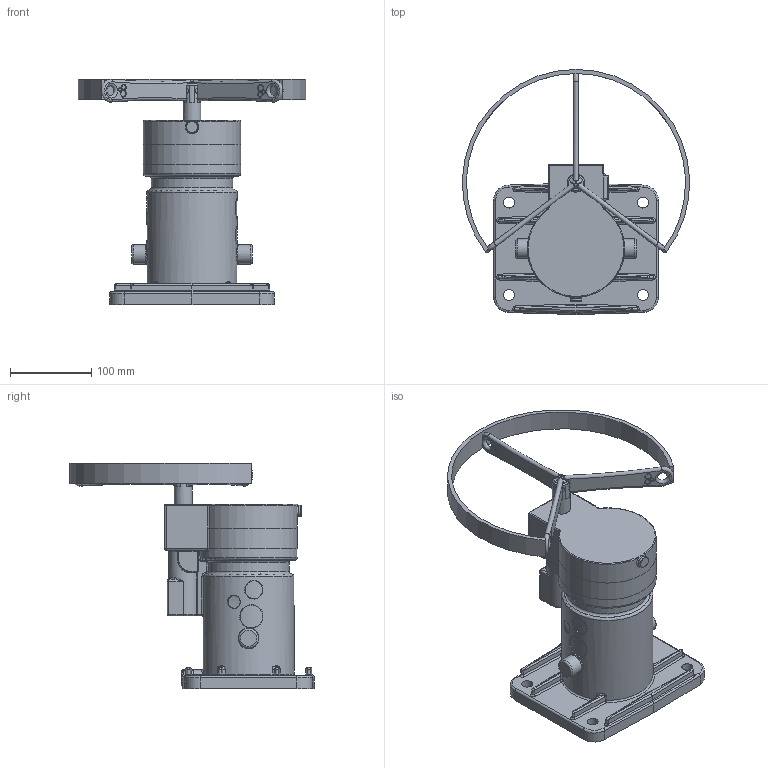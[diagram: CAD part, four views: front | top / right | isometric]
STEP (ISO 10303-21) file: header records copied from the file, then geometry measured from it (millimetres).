
FILE_DESCRIPTION(/* description */ (''),/* implementation_level */ '2;1');
FILE_NAME(/* name */ 'RS1424_SLD HS with Swing Ring.stp',/* time_stamp */ '2023-03-05T09:04:55+10:00',/* author */ ('a.tao491'),/* organization */ (''),/* preprocessor_version */ 'ST-DEVELOPER v16.5',/* originating_system */ 'Autodesk Inventor 2017',/* authorisation */ '');
FILE_SCHEMA (('AUTOMOTIVE_DESIGN { 1 0 10303 214 3 1 1 }'));
Products named in the file (8): RS1424_SLD HS with Swing Ring; 2469_SLD_GRY with HandleSwing RS2406_SLD; 2469_SLD_GRY_RND; RS2406_SLD; 1587; 2746; 1581; PL JI Handle Swing Ring
Assembly tree (9 placements, depth 4):
  RS1424_SLD HS with Swing Ring
    2469_SLD_GRY with HandleSwing RS2406_SLD
      2469_SLD_GRY_RND
      RS2406_SLD  x3
        1587
        2746
        1581
    PL JI Handle Swing Ring
Bounding box: 279.82 x 301.5 x 277.5 mm (x, y, z)
Volume: 3159880.6 mm3; surface area: 266963.7 mm2
Topology: 11 solids, 11 shells, 579 faces, 1307 edges, 765 vertices
Faces by surface type: cylinder 190, plane 131, torus 120, bspline 85, sphere 30, cone 23
Full cylindrical faces by diameter (mm): 2.7 x2, 6 x6, 7 x3, 13.5 x4, 14 x1, 20 x1, 22 x3, 24 x2, 112 x1
Entity records: 45745 total; most frequent: CARTESIAN_POINT 35514, DIRECTION 2164, ORIENTED_EDGE 2012, EDGE_CURVE 1006, AXIS2_PLACEMENT_3D 911, VERTEX_POINT 597, EDGE_LOOP 535, FACE_OUTER_BOUND 469
